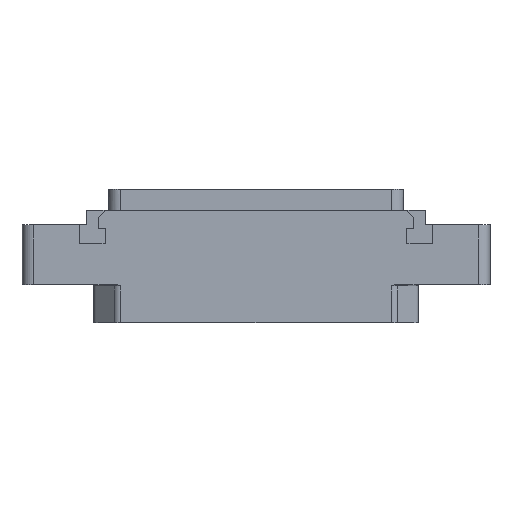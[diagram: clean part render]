
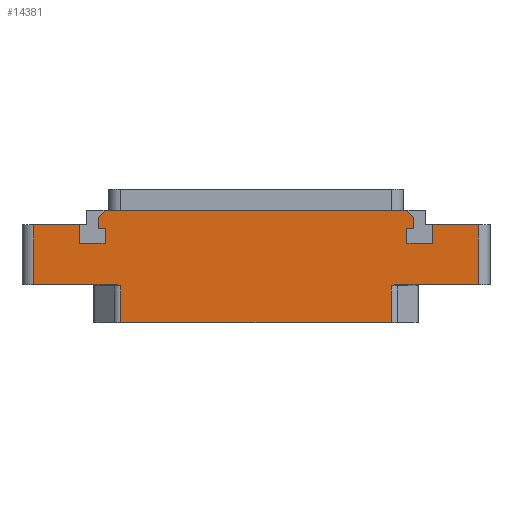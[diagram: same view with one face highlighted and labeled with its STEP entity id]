
A CAD part, top view. The second image highlights one B-rep face of the part: STEP entity #14381.
In plain terms, the highlighted planar face has unit normal (0, 0, 1).
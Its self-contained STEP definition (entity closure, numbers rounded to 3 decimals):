
#1=DIRECTION('',(1.,0.,0.));
#2=VECTOR('',#1,7.8);
#3=CARTESIAN_POINT('',(-38.,10.25,7.));
#4=LINE('',#3,#2);
#5=DIRECTION('',(0.,-1.,0.));
#6=VECTOR('',#5,3.2);
#7=CARTESIAN_POINT('',(-30.2,10.25,7.));
#8=LINE('',#7,#6);
#9=DIRECTION('',(1.,0.,0.));
#10=VECTOR('',#9,4.4);
#11=CARTESIAN_POINT('',(-30.2,7.05,7.));
#12=LINE('',#11,#10);
#13=DIRECTION('',(0.,1.,0.));
#14=VECTOR('',#13,2.6);
#15=CARTESIAN_POINT('',(-25.8,7.05,7.));
#16=LINE('',#15,#14);
#17=DIRECTION('',(-1.,0.,0.));
#18=VECTOR('',#17,1.2);
#19=CARTESIAN_POINT('',(-25.8,9.65,7.));
#20=LINE('',#19,#18);
#21=DIRECTION('',(0.,-1.,0.));
#22=VECTOR('',#21,1.9);
#23=CARTESIAN_POINT('',(-27.,11.55,7.));
#24=LINE('',#23,#22);
#25=DIRECTION('',(1.,0.,0.));
#26=VECTOR('',#25,51.6);
#27=CARTESIAN_POINT('',(-25.8,12.75,7.));
#28=LINE('',#27,#26);
#29=DIRECTION('',(0.,-1.,0.));
#30=VECTOR('',#29,1.9);
#31=CARTESIAN_POINT('',(27.,11.55,7.));
#32=LINE('',#31,#30);
#33=DIRECTION('',(-1.,0.,0.));
#34=VECTOR('',#33,1.2);
#35=CARTESIAN_POINT('',(27.,9.65,7.));
#36=LINE('',#35,#34);
#37=DIRECTION('',(0.,-1.,0.));
#38=VECTOR('',#37,2.6);
#39=CARTESIAN_POINT('',(25.8,9.65,7.));
#40=LINE('',#39,#38);
#41=DIRECTION('',(1.,0.,0.));
#42=VECTOR('',#41,4.4);
#43=CARTESIAN_POINT('',(25.8,7.05,7.));
#44=LINE('',#43,#42);
#45=DIRECTION('',(0.,1.,0.));
#46=VECTOR('',#45,3.2);
#47=CARTESIAN_POINT('',(30.2,7.05,7.));
#48=LINE('',#47,#46);
#49=DIRECTION('',(1.,0.,0.));
#50=VECTOR('',#49,7.8);
#51=CARTESIAN_POINT('',(30.2,10.25,7.));
#52=LINE('',#51,#50);
#53=DIRECTION('',(1.,0.,0.));
#54=VECTOR('',#53,14.082);
#55=CARTESIAN_POINT('',(23.918,0.,7.));
#56=LINE('',#55,#54);
#87=CARTESIAN_POINT('',(23.118,-0.2,7.));
#88=CARTESIAN_POINT('',(23.217,-0.164,7.));
#89=CARTESIAN_POINT('',(23.407,-0.095,7.));
#90=CARTESIAN_POINT('',(23.675,-0.02,7.));
#91=CARTESIAN_POINT('',(23.839,0.,7.));
#92=CARTESIAN_POINT('',(23.918,0.,7.));
#108=DIRECTION('',(0.,1.,0.));
#109=VECTOR('',#108,6.3);
#110=CARTESIAN_POINT('',(23.118,-6.5,7.));
#111=LINE('',#110,#109);
#586=DIRECTION('',(0.,1.,0.));
#587=VECTOR('',#586,10.25);
#588=CARTESIAN_POINT('',(38.,0.,7.));
#589=LINE('',#588,#587);
#632=DIRECTION('',(0.707,-0.707,0.));
#633=VECTOR('',#632,1.697);
#634=CARTESIAN_POINT('',(25.8,12.75,7.));
#635=LINE('',#634,#633);
#778=DIRECTION('',(-0.707,-0.707,0.));
#779=VECTOR('',#778,1.697);
#780=CARTESIAN_POINT('',(-25.8,12.75,7.));
#781=LINE('',#780,#779);
#850=DIRECTION('',(0.,-1.,0.));
#851=VECTOR('',#850,10.25);
#852=CARTESIAN_POINT('',(-38.,10.25,7.));
#853=LINE('',#852,#851);
#885=DIRECTION('',(1.,0.,0.));
#886=VECTOR('',#885,14.082);
#887=CARTESIAN_POINT('',(-38.,0.,7.));
#888=LINE('',#887,#886);
#988=CARTESIAN_POINT('',(-23.918,0.,7.));
#989=CARTESIAN_POINT('',(-23.839,0.,7.));
#990=CARTESIAN_POINT('',(-23.675,-0.02,7.));
#991=CARTESIAN_POINT('',(-23.407,-0.095,7.));
#992=CARTESIAN_POINT('',(-23.217,-0.164,7.));
#993=CARTESIAN_POINT('',(-23.118,-0.2,7.));
#995=DIRECTION('',(0.,1.,0.));
#996=VECTOR('',#995,6.3);
#997=CARTESIAN_POINT('',(-23.118,-6.5,7.));
#998=LINE('',#997,#996);
#1020=DIRECTION('',(-1.,0.,0.));
#1021=VECTOR('',#1020,46.236);
#1022=CARTESIAN_POINT('',(23.118,-6.5,7.));
#1023=LINE('',#1022,#1021);
#11553=CARTESIAN_POINT('',(-30.2,10.25,7.));
#11554=CARTESIAN_POINT('',(-30.2,7.05,7.));
#11555=VERTEX_POINT('',#11553);
#11556=VERTEX_POINT('',#11554);
#11557=CARTESIAN_POINT('',(-25.8,7.05,7.));
#11558=VERTEX_POINT('',#11557);
#11559=CARTESIAN_POINT('',(-25.8,9.65,7.));
#11560=VERTEX_POINT('',#11559);
#11561=CARTESIAN_POINT('',(-27.,9.65,7.));
#11562=VERTEX_POINT('',#11561);
#11563=CARTESIAN_POINT('',(27.,9.65,7.));
#11564=CARTESIAN_POINT('',(25.8,9.65,7.));
#11565=VERTEX_POINT('',#11563);
#11566=VERTEX_POINT('',#11564);
#11567=CARTESIAN_POINT('',(25.8,7.05,7.));
#11568=VERTEX_POINT('',#11567);
#11569=CARTESIAN_POINT('',(30.2,7.05,7.));
#11570=VERTEX_POINT('',#11569);
#11571=CARTESIAN_POINT('',(30.2,10.25,7.));
#11572=VERTEX_POINT('',#11571);
#11577=CARTESIAN_POINT('',(-25.8,12.75,7.));
#11579=VERTEX_POINT('',#11577);
#11581=CARTESIAN_POINT('',(-27.,11.55,7.));
#11583=VERTEX_POINT('',#11581);
#11585=CARTESIAN_POINT('',(25.8,12.75,7.));
#11587=VERTEX_POINT('',#11585);
#11589=CARTESIAN_POINT('',(27.,11.55,7.));
#11591=VERTEX_POINT('',#11589);
#11681=CARTESIAN_POINT('',(38.,0.,7.));
#11682=CARTESIAN_POINT('',(38.,10.25,7.));
#11683=VERTEX_POINT('',#11681);
#11684=VERTEX_POINT('',#11682);
#11689=CARTESIAN_POINT('',(-38.,10.25,7.));
#11690=CARTESIAN_POINT('',(-38.,0.,7.));
#11691=VERTEX_POINT('',#11689);
#11692=VERTEX_POINT('',#11690);
#11898=CARTESIAN_POINT('',(23.118,-6.5,7.));
#11900=VERTEX_POINT('',#11898);
#11901=CARTESIAN_POINT('',(-23.118,-6.5,7.));
#11903=VERTEX_POINT('',#11901);
#11965=CARTESIAN_POINT('',(-23.118,-0.2,7.));
#11966=VERTEX_POINT('',#11965);
#11967=CARTESIAN_POINT('',(-23.918,0.,7.));
#11968=VERTEX_POINT('',#11967);
#11969=CARTESIAN_POINT('',(23.118,-0.2,7.));
#11971=VERTEX_POINT('',#11969);
#11973=CARTESIAN_POINT('',(23.918,0.,7.));
#11975=VERTEX_POINT('',#11973);
#14326=CARTESIAN_POINT('',(0.,0.,7.));
#14327=DIRECTION('',(0.,0.,-1.));
#14328=DIRECTION('',(-1.,0.,0.));
#14329=AXIS2_PLACEMENT_3D('',#14326,#14327,#14328);
#14330=PLANE('',#14329);
#14332=ORIENTED_EDGE('',*,*,#14331,.F.);
#14334=ORIENTED_EDGE('',*,*,#14333,.F.);
#14336=ORIENTED_EDGE('',*,*,#14335,.F.);
#14338=ORIENTED_EDGE('',*,*,#14337,.T.);
#14340=ORIENTED_EDGE('',*,*,#14339,.T.);
#14342=ORIENTED_EDGE('',*,*,#14341,.F.);
#14344=ORIENTED_EDGE('',*,*,#14343,.F.);
#14346=ORIENTED_EDGE('',*,*,#14345,.F.);
#14348=ORIENTED_EDGE('',*,*,#14347,.T.);
#14350=ORIENTED_EDGE('',*,*,#14349,.T.);
#14352=ORIENTED_EDGE('',*,*,#14351,.T.);
#14354=ORIENTED_EDGE('',*,*,#14353,.T.);
#14356=ORIENTED_EDGE('',*,*,#14355,.T.);
#14358=ORIENTED_EDGE('',*,*,#14357,.F.);
#14360=ORIENTED_EDGE('',*,*,#14359,.F.);
#14362=ORIENTED_EDGE('',*,*,#14361,.T.);
#14364=ORIENTED_EDGE('',*,*,#14363,.T.);
#14366=ORIENTED_EDGE('',*,*,#14365,.T.);
#14368=ORIENTED_EDGE('',*,*,#14367,.T.);
#14370=ORIENTED_EDGE('',*,*,#14369,.T.);
#14372=ORIENTED_EDGE('',*,*,#14371,.T.);
#14374=ORIENTED_EDGE('',*,*,#14373,.T.);
#14376=ORIENTED_EDGE('',*,*,#14375,.T.);
#14378=ORIENTED_EDGE('',*,*,#14377,.F.);
#14379=EDGE_LOOP('',(#14332,#14334,#14336,#14338,#14340,#14342,#14344,#14346,
#14348,#14350,#14352,#14354,#14356,#14358,#14360,#14362,#14364,#14366,#14368,
#14370,#14372,#14374,#14376,#14378));
#14380=FACE_OUTER_BOUND('',#14379,.F.);
#14381=ADVANCED_FACE('',(#14380),#14330,.F.);
#93=B_SPLINE_CURVE_WITH_KNOTS('',3,(#87,#88,#89,#90,#91,#92),.UNSPECIFIED.,.F.,
.F.,(4,1,1,4),(0.,0.333,0.667,1.),.UNSPECIFIED.);
#994=B_SPLINE_CURVE_WITH_KNOTS('',3,(#988,#989,#990,#991,#992,#993),
.UNSPECIFIED.,.F.,.F.,(4,1,1,4),(0.,0.333,0.667,1.),
.UNSPECIFIED.);
#14331=EDGE_CURVE('',#11975,#11683,#56,.T.);
#14333=EDGE_CURVE('',#11971,#11975,#93,.T.);
#14335=EDGE_CURVE('',#11900,#11971,#111,.T.);
#14337=EDGE_CURVE('',#11900,#11903,#1023,.T.);
#14339=EDGE_CURVE('',#11903,#11966,#998,.T.);
#14341=EDGE_CURVE('',#11968,#11966,#994,.T.);
#14343=EDGE_CURVE('',#11692,#11968,#888,.T.);
#14345=EDGE_CURVE('',#11691,#11692,#853,.T.);
#14347=EDGE_CURVE('',#11691,#11555,#4,.T.);
#14349=EDGE_CURVE('',#11555,#11556,#8,.T.);
#14351=EDGE_CURVE('',#11556,#11558,#12,.T.);
#14353=EDGE_CURVE('',#11558,#11560,#16,.T.);
#14355=EDGE_CURVE('',#11560,#11562,#20,.T.);
#14357=EDGE_CURVE('',#11583,#11562,#24,.T.);
#14359=EDGE_CURVE('',#11579,#11583,#781,.T.);
#14361=EDGE_CURVE('',#11579,#11587,#28,.T.);
#14363=EDGE_CURVE('',#11587,#11591,#635,.T.);
#14365=EDGE_CURVE('',#11591,#11565,#32,.T.);
#14367=EDGE_CURVE('',#11565,#11566,#36,.T.);
#14369=EDGE_CURVE('',#11566,#11568,#40,.T.);
#14371=EDGE_CURVE('',#11568,#11570,#44,.T.);
#14373=EDGE_CURVE('',#11570,#11572,#48,.T.);
#14375=EDGE_CURVE('',#11572,#11684,#52,.T.);
#14377=EDGE_CURVE('',#11683,#11684,#589,.T.);
